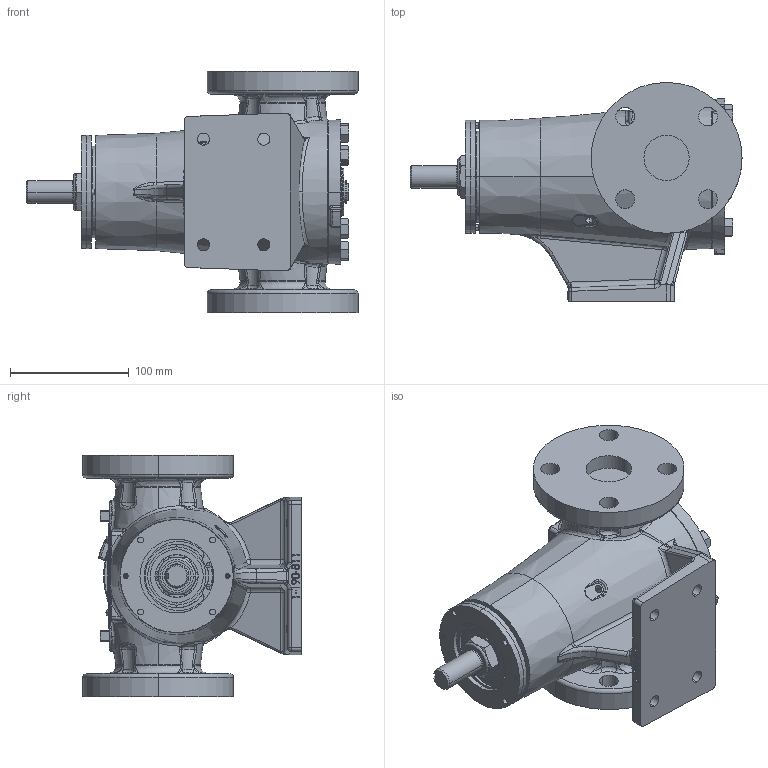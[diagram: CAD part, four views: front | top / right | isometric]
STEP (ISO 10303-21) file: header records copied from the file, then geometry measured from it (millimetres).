
FILE_DESCRIPTION (( 'STEP AP214' ), '1' );
FILE_NAME ('HV-3783.STEP', '2019-05-24T16:39:51', ( '' ), ( '' ), 'SwSTEP 2.0', 'SolidWorks 2018', '' );
FILE_SCHEMA (( 'AUTOMOTIVE_DESIGN' ));
Length unit declared in the file: inch
Products named in the file (1): HV-3783
Bounding box: 279.4 x 184.15 x 203.2 mm (x, y, z)
Volume: 2969915.7 mm3; surface area: 220310.4 mm2
Topology: 1 solids, 1 shells, 1527 faces, 3768 edges, 2351 vertices
Faces by surface type: plane 733, bspline 393, cylinder 164, cone 152, torus 63, sphere 22
Entity records: 82279 total; most frequent: CARTESIAN_POINT 36850, ORIENTED_EDGE 7460, DIRECTION 5685, EDGE_CURVE 3730, VERTEX_POINT 2351, VECTOR 1913, LINE 1913, AXIS2_PLACEMENT_3D 1886
